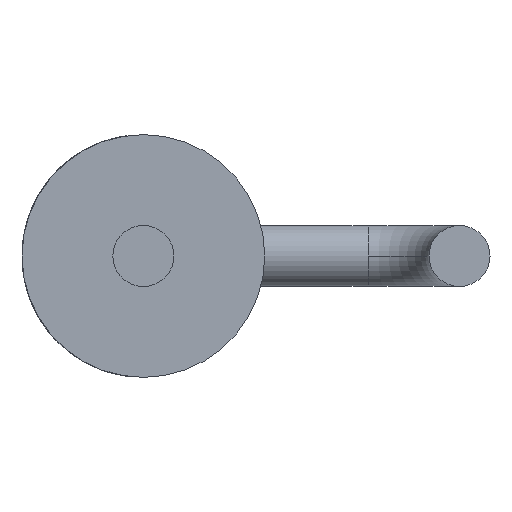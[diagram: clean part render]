
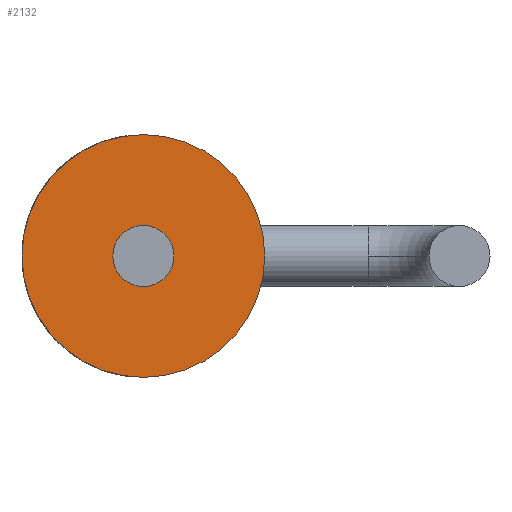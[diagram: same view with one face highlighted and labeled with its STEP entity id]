
A CAD part, front view. The second image highlights one B-rep face of the part: STEP entity #2132.
In plain terms, the highlighted planar face has unit normal (0, -1, 0).
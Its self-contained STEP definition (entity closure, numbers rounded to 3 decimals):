
#83 = AXIS2_PLACEMENT_3D ( 'NONE', #3498, #3045, #4125 ) ;
#141 = ORIENTED_EDGE ( 'NONE', *, *, #2673, .F. ) ;
#527 = CIRCLE ( 'NONE', #742, 0.49 ) ;
#742 = AXIS2_PLACEMENT_3D ( 'NONE', #1763, #3488, #3117 ) ;
#795 = DIRECTION ( 'NONE',  ( 0., 1., 0. ) ) ;
#812 = AXIS2_PLACEMENT_3D ( 'NONE', #2664, #3030, #4059 ) ;
#1046 = CARTESIAN_POINT ( 'NONE',  ( 0.49, 1., 0. ) ) ;
#1219 = CARTESIAN_POINT ( 'NONE',  ( 0., 1., -1.95 ) ) ;
#1461 = PLANE ( 'NONE',  #3582 ) ;
#1653 = ORIENTED_EDGE ( 'NONE', *, *, #2072, .F. ) ;
#1763 = CARTESIAN_POINT ( 'NONE',  ( 0., 1., 0. ) ) ;
#1979 = ORIENTED_EDGE ( 'NONE', *, *, #3564, .F. ) ;
#2028 = ORIENTED_EDGE ( 'NONE', *, *, #3956, .F. ) ;
#2048 = VERTEX_POINT ( 'NONE', #1046 ) ;
#2072 = EDGE_CURVE ( 'NONE', #2048, #2120, #3453, .T. ) ;
#2120 = VERTEX_POINT ( 'NONE', #3754 ) ;
#2132 = ADVANCED_FACE ( 'NONE', ( #3104, #2762 ), #1461, .F. ) ;
#2141 = CARTESIAN_POINT ( 'NONE',  ( 0., 1., 1.95 ) ) ;
#2332 = EDGE_LOOP ( 'NONE', ( #1653, #1979 ) ) ;
#2531 = DIRECTION ( 'NONE',  ( 0., 0., 1. ) ) ;
#2594 = CARTESIAN_POINT ( 'NONE',  ( 0., 1., 0. ) ) ;
#2638 = VERTEX_POINT ( 'NONE', #2141 ) ;
#2664 = CARTESIAN_POINT ( 'NONE',  ( 0., 1., 0. ) ) ;
#2673 = EDGE_CURVE ( 'NONE', #2638, #3952, #3014, .T. ) ;
#2762 = FACE_OUTER_BOUND ( 'NONE', #4287, .T. ) ;
#2884 = AXIS2_PLACEMENT_3D ( 'NONE', #2594, #2892, #2531 ) ;
#2892 = DIRECTION ( 'NONE',  ( 0., 1., 0. ) ) ;
#3014 = CIRCLE ( 'NONE', #83, 1.95 ) ;
#3030 = DIRECTION ( 'NONE',  ( 0., -1., 0. ) ) ;
#3045 = DIRECTION ( 'NONE',  ( 0., 1., 0. ) ) ;
#3104 = FACE_BOUND ( 'NONE', #2332, .T. ) ;
#3117 = DIRECTION ( 'NONE',  ( 0., 0., 1. ) ) ;
#3186 = CIRCLE ( 'NONE', #2884, 1.95 ) ;
#3453 = CIRCLE ( 'NONE', #812, 0.49 ) ;
#3488 = DIRECTION ( 'NONE',  ( 0., -1., 0. ) ) ;
#3498 = CARTESIAN_POINT ( 'NONE',  ( 0., 1., 0. ) ) ;
#3564 = EDGE_CURVE ( 'NONE', #2120, #2048, #527, .T. ) ;
#3582 = AXIS2_PLACEMENT_3D ( 'NONE', #4171, #795, #4121 ) ;
#3754 = CARTESIAN_POINT ( 'NONE',  ( -0.49, 1., 0. ) ) ;
#3952 = VERTEX_POINT ( 'NONE', #1219 ) ;
#3956 = EDGE_CURVE ( 'NONE', #3952, #2638, #3186, .T. ) ;
#4059 = DIRECTION ( 'NONE',  ( 0., 0., 1. ) ) ;
#4121 = DIRECTION ( 'NONE',  ( 0., 0., 1. ) ) ;
#4125 = DIRECTION ( 'NONE',  ( 0., 0., 1. ) ) ;
#4171 = CARTESIAN_POINT ( 'NONE',  ( 0., 1., 0. ) ) ;
#4287 = EDGE_LOOP ( 'NONE', ( #2028, #141 ) ) ;
